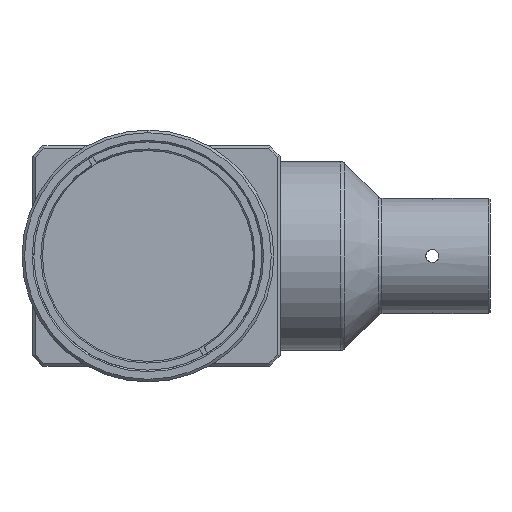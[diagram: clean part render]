
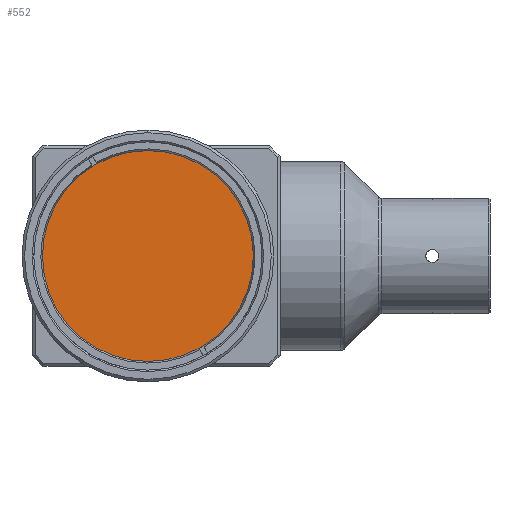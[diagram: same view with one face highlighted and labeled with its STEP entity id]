
A CAD part, left-side view. The second image highlights one B-rep face of the part: STEP entity #552.
In plain terms, the highlighted planar face has unit normal (-1, 0, 0).
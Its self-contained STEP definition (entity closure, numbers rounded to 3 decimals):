
#552 = ADVANCED_FACE ( 'NONE', ( #6327 ), #5748, .T. ) ;
#1071 = CARTESIAN_POINT ( 'NONE',  ( 0., 0., 0. ) ) ;
#1085 = VERTEX_POINT ( 'NONE', #4075 ) ;
#1413 = AXIS2_PLACEMENT_3D ( 'NONE', #6233, #6772, #3566 ) ;
#1418 = EDGE_LOOP ( 'NONE', ( #5466, #6498 ) ) ;
#1533 = AXIS2_PLACEMENT_3D ( 'NONE', #5087, #6125, #6199 ) ;
#1602 = DIRECTION ( 'NONE',  ( 0., 0., 1. ) ) ;
#1644 = EDGE_CURVE ( 'NONE', #1085, #4859, #4810, .T. ) ;
#3509 = AXIS2_PLACEMENT_3D ( 'NONE', #1071, #5890, #1602 ) ;
#3566 = DIRECTION ( 'NONE',  ( 0., 0., 1. ) ) ;
#4075 = CARTESIAN_POINT ( 'NONE',  ( 0., 10.142, 17.356 ) ) ;
#4448 = CARTESIAN_POINT ( 'NONE',  ( 0., -10.142, -17.356 ) ) ;
#4514 = CIRCLE ( 'NONE', #1533, 20.103 ) ;
#4810 = CIRCLE ( 'NONE', #3509, 20.103 ) ;
#4859 = VERTEX_POINT ( 'NONE', #4448 ) ;
#4983 = EDGE_CURVE ( 'NONE', #4859, #1085, #4514, .T. ) ;
#5087 = CARTESIAN_POINT ( 'NONE',  ( 0., 0., 0. ) ) ;
#5466 = ORIENTED_EDGE ( 'NONE', *, *, #1644, .F. ) ;
#5748 = PLANE ( 'NONE',  #1413 ) ;
#5890 = DIRECTION ( 'NONE',  ( 1., 0., 0. ) ) ;
#6125 = DIRECTION ( 'NONE',  ( 1., 0., 0. ) ) ;
#6199 = DIRECTION ( 'NONE',  ( 0., 0., 1. ) ) ;
#6233 = CARTESIAN_POINT ( 'NONE',  ( 0., 0., 0. ) ) ;
#6327 = FACE_OUTER_BOUND ( 'NONE', #1418, .T. ) ;
#6498 = ORIENTED_EDGE ( 'NONE', *, *, #4983, .F. ) ;
#6772 = DIRECTION ( 'NONE',  ( -1., 0., 0. ) ) ;
